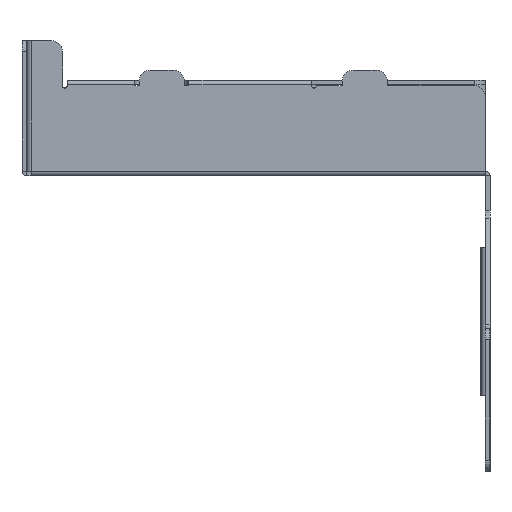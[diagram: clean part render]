
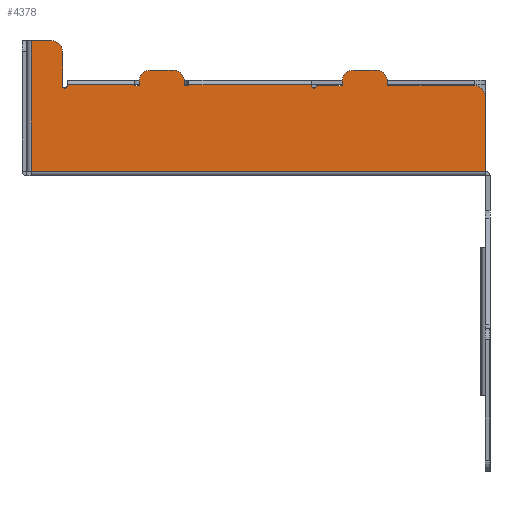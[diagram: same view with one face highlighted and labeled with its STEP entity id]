
A CAD part, left-side view. The second image highlights one B-rep face of the part: STEP entity #4378.
In plain terms, the highlighted planar face has unit normal (-1, 0, 0).
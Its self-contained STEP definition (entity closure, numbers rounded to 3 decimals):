
#409=DIRECTION('',(0.,-1.,0.));
#410=VECTOR('',#409,201.4);
#411=CARTESIAN_POINT('',(-117.5,102.9,154.6));
#412=LINE('',#411,#410);
#614=CARTESIAN_POINT('',(-117.5,94.,207.6));
#615=DIRECTION('',(-1.,0.,0.));
#616=DIRECTION('',(0.,-1.,0.));
#617=AXIS2_PLACEMENT_3D('',#614,#615,#616);
#619=DIRECTION('',(0.,0.,-1.));
#620=VECTOR('',#619,12.6);
#621=CARTESIAN_POINT('',(-117.5,89.,207.6));
#622=LINE('',#621,#620);
#623=DIRECTION('',(0.,0.,-1.));
#624=VECTOR('',#623,2.5);
#625=CARTESIAN_POINT('',(-117.5,89.,195.));
#626=LINE('',#625,#624);
#627=CARTESIAN_POINT('',(-117.5,88.,192.5));
#628=DIRECTION('',(-1.,0.,0.));
#629=DIRECTION('',(0.,1.,0.));
#630=AXIS2_PLACEMENT_3D('',#627,#628,#629);
#632=DIRECTION('',(0.,0.,-1.));
#633=VECTOR('',#632,0.4);
#634=CARTESIAN_POINT('',(-117.5,87.,192.9));
#635=LINE('',#634,#633);
#636=DIRECTION('',(0.,0.,1.));
#637=VECTOR('',#636,0.4);
#638=CARTESIAN_POINT('',(-117.5,57.,192.5));
#639=LINE('',#638,#637);
#640=DIRECTION('',(0.,1.,0.));
#641=VECTOR('',#640,2.);
#642=CARTESIAN_POINT('',(-117.5,55.,192.5));
#643=LINE('',#642,#641);
#644=DIRECTION('',(0.,0.,1.));
#645=VECTOR('',#644,2.);
#646=CARTESIAN_POINT('',(-117.5,55.,192.5));
#647=LINE('',#646,#645);
#648=CARTESIAN_POINT('',(-117.5,50.,194.5));
#649=DIRECTION('',(-1.,0.,0.));
#650=DIRECTION('',(0.,0.,1.));
#651=AXIS2_PLACEMENT_3D('',#648,#649,#650);
#653=DIRECTION('',(0.,-1.,0.));
#654=VECTOR('',#653,10.);
#655=CARTESIAN_POINT('',(-117.5,50.,199.5));
#656=LINE('',#655,#654);
#657=CARTESIAN_POINT('',(-117.5,40.,194.5));
#658=DIRECTION('',(-1.,0.,0.));
#659=DIRECTION('',(0.,-1.,0.));
#660=AXIS2_PLACEMENT_3D('',#657,#658,#659);
#662=DIRECTION('',(0.,0.,-1.));
#663=VECTOR('',#662,2.);
#664=CARTESIAN_POINT('',(-117.5,35.,194.5));
#665=LINE('',#664,#663);
#666=DIRECTION('',(0.,1.,0.));
#667=VECTOR('',#666,2.);
#668=CARTESIAN_POINT('',(-117.5,33.,192.5));
#669=LINE('',#668,#667);
#670=DIRECTION('',(0.,0.,1.));
#671=VECTOR('',#670,0.4);
#672=CARTESIAN_POINT('',(-117.5,33.,192.5));
#673=LINE('',#672,#671);
#674=DIRECTION('',(0.,0.,-1.));
#675=VECTOR('',#674,0.4);
#676=CARTESIAN_POINT('',(-117.5,-21.5,192.9));
#677=LINE('',#676,#675);
#678=CARTESIAN_POINT('',(-117.5,-22.5,192.5));
#679=DIRECTION('',(1.,0.,0.));
#680=DIRECTION('',(0.,-1.,0.));
#681=AXIS2_PLACEMENT_3D('',#678,#679,#680);
#683=DIRECTION('',(0.,1.,0.));
#684=VECTOR('',#683,9.5);
#685=CARTESIAN_POINT('',(-117.5,-33.,192.5));
#686=LINE('',#685,#684);
#687=DIRECTION('',(0.,1.,0.));
#688=VECTOR('',#687,2.);
#689=CARTESIAN_POINT('',(-117.5,-35.,192.5));
#690=LINE('',#689,#688);
#691=DIRECTION('',(0.,0.,1.));
#692=VECTOR('',#691,2.);
#693=CARTESIAN_POINT('',(-117.5,-35.,192.5));
#694=LINE('',#693,#692);
#695=CARTESIAN_POINT('',(-117.5,-40.,194.5));
#696=DIRECTION('',(-1.,0.,0.));
#697=DIRECTION('',(0.,0.,1.));
#698=AXIS2_PLACEMENT_3D('',#695,#696,#697);
#700=DIRECTION('',(0.,-1.,0.));
#701=VECTOR('',#700,10.);
#702=CARTESIAN_POINT('',(-117.5,-40.,199.5));
#703=LINE('',#702,#701);
#704=CARTESIAN_POINT('',(-117.5,-50.,194.5));
#705=DIRECTION('',(-1.,0.,0.));
#706=DIRECTION('',(0.,-1.,0.));
#707=AXIS2_PLACEMENT_3D('',#704,#705,#706);
#709=DIRECTION('',(0.,0.,-1.));
#710=VECTOR('',#709,2.);
#711=CARTESIAN_POINT('',(-117.5,-55.,194.5));
#712=LINE('',#711,#710);
#713=DIRECTION('',(0.,1.,0.));
#714=VECTOR('',#713,2.);
#715=CARTESIAN_POINT('',(-117.5,-57.,192.5));
#716=LINE('',#715,#714);
#717=DIRECTION('',(0.,1.,0.));
#718=VECTOR('',#717,36.5);
#719=CARTESIAN_POINT('',(-117.5,-93.5,192.5));
#720=LINE('',#719,#718);
#721=CARTESIAN_POINT('',(-117.5,-93.5,187.5));
#722=DIRECTION('',(-1.,0.,0.));
#723=DIRECTION('',(0.,-1.,0.));
#724=AXIS2_PLACEMENT_3D('',#721,#722,#723);
#726=DIRECTION('',(0.,0.,1.));
#727=VECTOR('',#726,32.9);
#728=CARTESIAN_POINT('',(-117.5,-98.5,154.6));
#729=LINE('',#728,#727);
#730=DIRECTION('',(0.,1.,0.));
#731=VECTOR('',#730,8.9);
#732=CARTESIAN_POINT('',(-117.5,94.,212.6));
#733=LINE('',#732,#731);
#759=DIRECTION('',(0.,-1.,0.));
#760=VECTOR('',#759,30.);
#761=CARTESIAN_POINT('',(-117.5,87.,192.9));
#762=LINE('',#761,#760);
#956=DIRECTION('',(0.,-1.,0.));
#957=VECTOR('',#956,54.5);
#958=CARTESIAN_POINT('',(-117.5,33.,192.9));
#959=LINE('',#958,#957);
#1145=DIRECTION('',(0.,0.,1.));
#1146=VECTOR('',#1145,58.);
#1147=CARTESIAN_POINT('',(-117.5,102.9,154.6));
#1148=LINE('',#1147,#1146);
#2860=CARTESIAN_POINT('',(-117.5,-98.5,154.6));
#2861=VERTEX_POINT('',#2860);
#2894=CARTESIAN_POINT('',(-117.5,102.9,154.6));
#2895=VERTEX_POINT('',#2894);
#2910=CARTESIAN_POINT('',(-117.5,102.9,212.6));
#2911=VERTEX_POINT('',#2910);
#2943=CARTESIAN_POINT('',(-117.5,-21.5,192.9));
#2945=VERTEX_POINT('',#2943);
#2947=CARTESIAN_POINT('',(-117.5,87.,192.9));
#2949=VERTEX_POINT('',#2947);
#2958=CARTESIAN_POINT('',(-117.5,-21.5,192.5));
#2959=VERTEX_POINT('',#2958);
#2962=CARTESIAN_POINT('',(-117.5,87.,192.5));
#2963=VERTEX_POINT('',#2962);
#2964=CARTESIAN_POINT('',(-117.5,89.,192.5));
#2965=VERTEX_POINT('',#2964);
#2966=CARTESIAN_POINT('',(-117.5,89.,195.));
#2967=VERTEX_POINT('',#2966);
#3138=CARTESIAN_POINT('',(-117.5,89.,207.6));
#3139=CARTESIAN_POINT('',(-117.5,94.,212.6));
#3140=VERTEX_POINT('',#3138);
#3141=VERTEX_POINT('',#3139);
#3434=CARTESIAN_POINT('',(-117.5,33.,192.5));
#3435=CARTESIAN_POINT('',(-117.5,33.,192.9));
#3436=VERTEX_POINT('',#3434);
#3437=VERTEX_POINT('',#3435);
#3438=CARTESIAN_POINT('',(-117.5,57.,192.5));
#3439=CARTESIAN_POINT('',(-117.5,57.,192.9));
#3440=VERTEX_POINT('',#3438);
#3441=VERTEX_POINT('',#3439);
#3507=CARTESIAN_POINT('',(-117.5,-35.,192.5));
#3509=VERTEX_POINT('',#3507);
#3511=CARTESIAN_POINT('',(-117.5,-55.,192.5));
#3513=VERTEX_POINT('',#3511);
#3566=CARTESIAN_POINT('',(-117.5,-55.,194.5));
#3567=VERTEX_POINT('',#3566);
#3568=CARTESIAN_POINT('',(-117.5,-50.,199.5));
#3569=VERTEX_POINT('',#3568);
#3574=CARTESIAN_POINT('',(-117.5,-40.,199.5));
#3575=VERTEX_POINT('',#3574);
#3576=CARTESIAN_POINT('',(-117.5,-35.,194.5));
#3577=VERTEX_POINT('',#3576);
#3611=CARTESIAN_POINT('',(-117.5,55.,192.5));
#3613=VERTEX_POINT('',#3611);
#3615=CARTESIAN_POINT('',(-117.5,35.,192.5));
#3617=VERTEX_POINT('',#3615);
#3622=CARTESIAN_POINT('',(-117.5,35.,194.5));
#3623=VERTEX_POINT('',#3622);
#3624=CARTESIAN_POINT('',(-117.5,40.,199.5));
#3625=VERTEX_POINT('',#3624);
#3630=CARTESIAN_POINT('',(-117.5,50.,199.5));
#3631=VERTEX_POINT('',#3630);
#3632=CARTESIAN_POINT('',(-117.5,55.,194.5));
#3633=VERTEX_POINT('',#3632);
#3634=CARTESIAN_POINT('',(-117.5,-33.,192.5));
#3635=CARTESIAN_POINT('',(-117.5,-23.5,192.5));
#3636=VERTEX_POINT('',#3634);
#3637=VERTEX_POINT('',#3635);
#3638=CARTESIAN_POINT('',(-117.5,-57.,192.5));
#3639=VERTEX_POINT('',#3638);
#3646=CARTESIAN_POINT('',(-117.5,-98.5,187.5));
#3647=CARTESIAN_POINT('',(-117.5,-93.5,192.5));
#3648=VERTEX_POINT('',#3646);
#3649=VERTEX_POINT('',#3647);
#4309=CARTESIAN_POINT('',(-117.5,-98.5,152.6));
#4310=DIRECTION('',(-1.,0.,0.));
#4311=DIRECTION('',(0.,-1.,0.));
#4312=AXIS2_PLACEMENT_3D('',#4309,#4310,#4311);
#4313=PLANE('',#4312);
#4314=ORIENTED_EDGE('',*,*,#4299,.F.);
#4316=ORIENTED_EDGE('',*,*,#4315,.T.);
#4318=ORIENTED_EDGE('',*,*,#4317,.T.);
#4320=ORIENTED_EDGE('',*,*,#4319,.T.);
#4322=ORIENTED_EDGE('',*,*,#4321,.F.);
#4324=ORIENTED_EDGE('',*,*,#4323,.T.);
#4326=ORIENTED_EDGE('',*,*,#4325,.F.);
#4328=ORIENTED_EDGE('',*,*,#4327,.F.);
#4330=ORIENTED_EDGE('',*,*,#4329,.T.);
#4332=ORIENTED_EDGE('',*,*,#4331,.F.);
#4334=ORIENTED_EDGE('',*,*,#4333,.T.);
#4336=ORIENTED_EDGE('',*,*,#4335,.F.);
#4338=ORIENTED_EDGE('',*,*,#4337,.T.);
#4340=ORIENTED_EDGE('',*,*,#4339,.F.);
#4342=ORIENTED_EDGE('',*,*,#4341,.T.);
#4344=ORIENTED_EDGE('',*,*,#4343,.T.);
#4346=ORIENTED_EDGE('',*,*,#4345,.T.);
#4348=ORIENTED_EDGE('',*,*,#4347,.F.);
#4350=ORIENTED_EDGE('',*,*,#4349,.F.);
#4352=ORIENTED_EDGE('',*,*,#4351,.F.);
#4354=ORIENTED_EDGE('',*,*,#4353,.T.);
#4356=ORIENTED_EDGE('',*,*,#4355,.F.);
#4358=ORIENTED_EDGE('',*,*,#4357,.T.);
#4360=ORIENTED_EDGE('',*,*,#4359,.F.);
#4362=ORIENTED_EDGE('',*,*,#4361,.T.);
#4364=ORIENTED_EDGE('',*,*,#4363,.F.);
#4366=ORIENTED_EDGE('',*,*,#4365,.F.);
#4368=ORIENTED_EDGE('',*,*,#4367,.F.);
#4370=ORIENTED_EDGE('',*,*,#4369,.F.);
#4371=ORIENTED_EDGE('',*,*,#4106,.F.);
#4373=ORIENTED_EDGE('',*,*,#4372,.T.);
#4375=ORIENTED_EDGE('',*,*,#4374,.F.);
#4376=EDGE_LOOP('',(#4314,#4316,#4318,#4320,#4322,#4324,#4326,#4328,#4330,#4332,
#4334,#4336,#4338,#4340,#4342,#4344,#4346,#4348,#4350,#4352,#4354,#4356,#4358,
#4360,#4362,#4364,#4366,#4368,#4370,#4371,#4373,#4375));
#4377=FACE_OUTER_BOUND('',#4376,.F.);
#4378=ADVANCED_FACE('',(#4377),#4313,.T.);
#618=CIRCLE('',#617,5.);
#631=CIRCLE('',#630,1.);
#652=CIRCLE('',#651,5.);
#661=CIRCLE('',#660,5.);
#682=CIRCLE('',#681,1.);
#699=CIRCLE('',#698,5.);
#708=CIRCLE('',#707,5.);
#725=CIRCLE('',#724,5.);
#4106=EDGE_CURVE('',#2895,#2861,#412,.T.);
#4299=EDGE_CURVE('',#3140,#3141,#618,.T.);
#4315=EDGE_CURVE('',#3140,#2967,#622,.T.);
#4317=EDGE_CURVE('',#2967,#2965,#626,.T.);
#4319=EDGE_CURVE('',#2965,#2963,#631,.T.);
#4321=EDGE_CURVE('',#2949,#2963,#635,.T.);
#4323=EDGE_CURVE('',#2949,#3441,#762,.T.);
#4325=EDGE_CURVE('',#3440,#3441,#639,.T.);
#4327=EDGE_CURVE('',#3613,#3440,#643,.T.);
#4329=EDGE_CURVE('',#3613,#3633,#647,.T.);
#4331=EDGE_CURVE('',#3631,#3633,#652,.T.);
#4333=EDGE_CURVE('',#3631,#3625,#656,.T.);
#4335=EDGE_CURVE('',#3623,#3625,#661,.T.);
#4337=EDGE_CURVE('',#3623,#3617,#665,.T.);
#4339=EDGE_CURVE('',#3436,#3617,#669,.T.);
#4341=EDGE_CURVE('',#3436,#3437,#673,.T.);
#4343=EDGE_CURVE('',#3437,#2945,#959,.T.);
#4345=EDGE_CURVE('',#2945,#2959,#677,.T.);
#4347=EDGE_CURVE('',#3637,#2959,#682,.T.);
#4349=EDGE_CURVE('',#3636,#3637,#686,.T.);
#4351=EDGE_CURVE('',#3509,#3636,#690,.T.);
#4353=EDGE_CURVE('',#3509,#3577,#694,.T.);
#4355=EDGE_CURVE('',#3575,#3577,#699,.T.);
#4357=EDGE_CURVE('',#3575,#3569,#703,.T.);
#4359=EDGE_CURVE('',#3567,#3569,#708,.T.);
#4361=EDGE_CURVE('',#3567,#3513,#712,.T.);
#4363=EDGE_CURVE('',#3639,#3513,#716,.T.);
#4365=EDGE_CURVE('',#3649,#3639,#720,.T.);
#4367=EDGE_CURVE('',#3648,#3649,#725,.T.);
#4369=EDGE_CURVE('',#2861,#3648,#729,.T.);
#4372=EDGE_CURVE('',#2895,#2911,#1148,.T.);
#4374=EDGE_CURVE('',#3141,#2911,#733,.T.);
